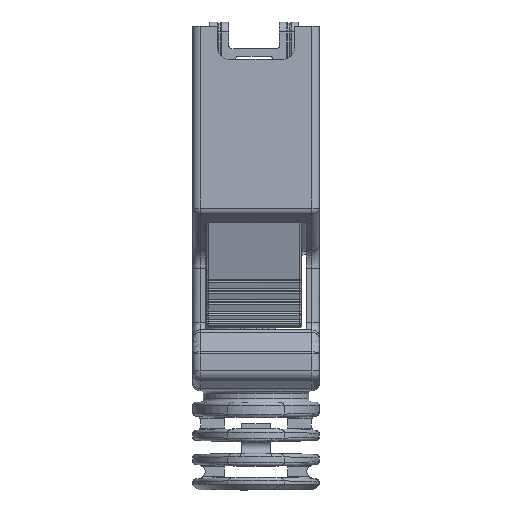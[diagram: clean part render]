
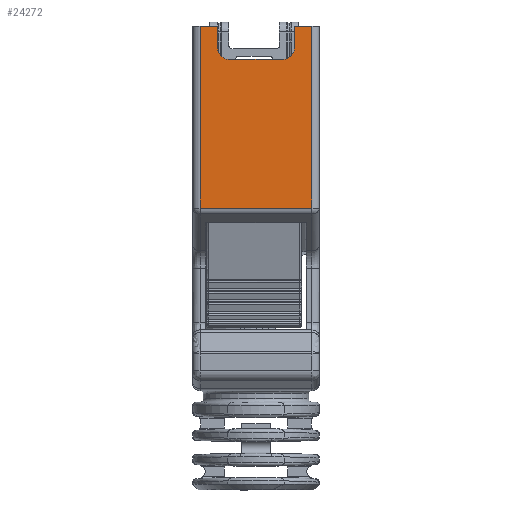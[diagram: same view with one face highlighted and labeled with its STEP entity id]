
A CAD part, left-side view. The second image highlights one B-rep face of the part: STEP entity #24272.
In plain terms, the highlighted planar face has unit normal (-1, 0, 0).
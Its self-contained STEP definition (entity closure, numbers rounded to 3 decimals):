
#20514=CARTESIAN_POINT('',(-5.997,-5.065,-1.449));
#20515=VERTEX_POINT('',#20514);
#20522=CARTESIAN_POINT('',(-5.997,-5.065,-3.449));
#20523=VERTEX_POINT('',#20522);
#20524=CARTESIAN_POINT('',(-5.997,-5.065,-1.449));
#20525=DIRECTION('',(0.,0.,-1.));
#20526=VECTOR('',#20525,2.);
#20527=LINE('',#20524,#20526);
#20528=EDGE_CURVE('',#20515,#20523,#20527,.T.);
#20544=CARTESIAN_POINT('',(-5.997,-6.065,-4.449));
#20545=VERTEX_POINT('',#20544);
#20554=CARTESIAN_POINT('',(-5.997,-6.065,-3.449));
#20555=DIRECTION('',(0.,1.,0.));
#20556=DIRECTION('',(-1.,0.,0.));
#20557=AXIS2_PLACEMENT_3D('',#20554,#20556,#20555);
#20558=CIRCLE('',#20557,1.);
#20559=EDGE_CURVE('',#20523,#20545,#20558,.T.);
#21191=CARTESIAN_POINT('',(-5.997,-11.015,-4.449));
#21192=VERTEX_POINT('',#21191);
#21199=CARTESIAN_POINT('',(-5.997,-12.015,-3.449));
#21200=VERTEX_POINT('',#21199);
#21201=CARTESIAN_POINT('',(-5.997,-11.015,-3.449));
#21202=DIRECTION('',(0.,0.,-1.));
#21203=DIRECTION('',(-1.,0.,0.));
#21204=AXIS2_PLACEMENT_3D('',#21201,#21203,#21202);
#21205=CIRCLE('',#21204,1.);
#21206=EDGE_CURVE('',#21192,#21200,#21205,.T.);
#21223=CARTESIAN_POINT('',(-5.997,-12.015,-1.449));
#21224=VERTEX_POINT('',#21223);
#21233=CARTESIAN_POINT('',(-5.997,-12.015,-3.449));
#21234=DIRECTION('',(0.,0.,1.));
#21235=VECTOR('',#21234,2.);
#21236=LINE('',#21233,#21235);
#21237=EDGE_CURVE('',#21200,#21224,#21236,.T.);
#23364=CARTESIAN_POINT('',(-5.997,-6.065,-4.449));
#23365=DIRECTION('',(0.,-1.,0.));
#23366=VECTOR('',#23365,4.95);
#23367=LINE('',#23364,#23366);
#23368=EDGE_CURVE('',#20545,#21192,#23367,.T.);
#24222=CARTESIAN_POINT('',(-5.997,-8.54,-2.449));
#24223=DIRECTION('',(0.,0.,-1.));
#24224=DIRECTION('',(-1.,0.,0.));
#24225=AXIS2_PLACEMENT_3D('',#24222,#24224,#24223);
#24226=PLANE('',#24225);
#24227=ORIENTED_EDGE('',*,*,#21237,.F.);
#24228=ORIENTED_EDGE('',*,*,#21206,.F.);
#24229=ORIENTED_EDGE('',*,*,#23368,.F.);
#24230=ORIENTED_EDGE('',*,*,#20559,.F.);
#24231=ORIENTED_EDGE('',*,*,#20528,.F.);
#24232=CARTESIAN_POINT('',(-5.997,-3.49,-1.449));
#24233=VERTEX_POINT('',#24232);
#24234=CARTESIAN_POINT('',(-5.997,-5.065,-1.449));
#24235=DIRECTION('',(0.,1.,0.));
#24236=VECTOR('',#24235,1.575);
#24237=LINE('',#24234,#24236);
#24238=EDGE_CURVE('',#20515,#24233,#24237,.T.);
#24239=ORIENTED_EDGE('',*,*,#24238,.T.);
#24240=CARTESIAN_POINT('',(-5.997,-3.49,-17.912));
#24241=VERTEX_POINT('',#24240);
#24242=CARTESIAN_POINT('',(-5.997,-3.49,-1.449));
#24243=DIRECTION('',(0.,0.,-1.));
#24244=VECTOR('',#24243,16.464);
#24245=LINE('',#24242,#24244);
#24246=EDGE_CURVE('',#24233,#24241,#24245,.T.);
#24247=ORIENTED_EDGE('',*,*,#24246,.T.);
#24248=CARTESIAN_POINT('',(-5.997,-13.59,-17.912));
#24249=VERTEX_POINT('',#24248);
#24250=CARTESIAN_POINT('',(-5.997,-3.49,-17.912));
#24251=DIRECTION('',(0.,-1.,0.));
#24252=VECTOR('',#24251,10.1);
#24253=LINE('',#24250,#24252);
#24254=EDGE_CURVE('',#24241,#24249,#24253,.T.);
#24255=ORIENTED_EDGE('',*,*,#24254,.T.);
#24256=CARTESIAN_POINT('',(-5.997,-13.59,-1.449));
#24257=VERTEX_POINT('',#24256);
#24258=CARTESIAN_POINT('',(-5.997,-13.59,-17.912));
#24259=DIRECTION('',(0.,0.,1.));
#24260=VECTOR('',#24259,16.464);
#24261=LINE('',#24258,#24260);
#24262=EDGE_CURVE('',#24249,#24257,#24261,.T.);
#24263=ORIENTED_EDGE('',*,*,#24262,.T.);
#24264=CARTESIAN_POINT('',(-5.997,-13.59,-1.449));
#24265=DIRECTION('',(0.,1.,0.));
#24266=VECTOR('',#24265,1.575);
#24267=LINE('',#24264,#24266);
#24268=EDGE_CURVE('',#24257,#21224,#24267,.T.);
#24269=ORIENTED_EDGE('',*,*,#24268,.T.);
#24270=EDGE_LOOP('',(#24227,#24228,#24229,#24230,#24231,#24239,#24247,#24255,#24263,#24269));
#24271=FACE_OUTER_BOUND('',#24270,.T.);
#24272=ADVANCED_FACE('',(#24271),#24226,.T.);
